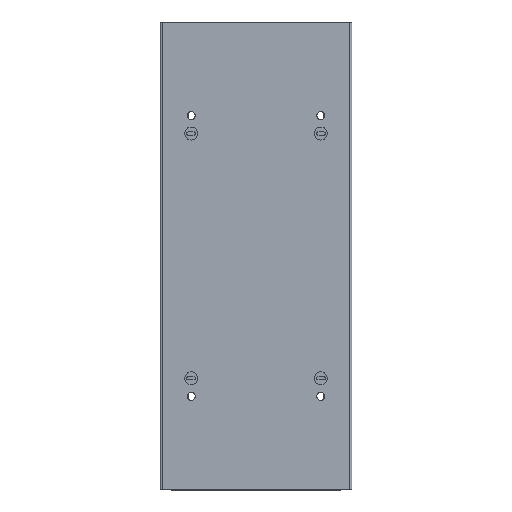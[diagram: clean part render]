
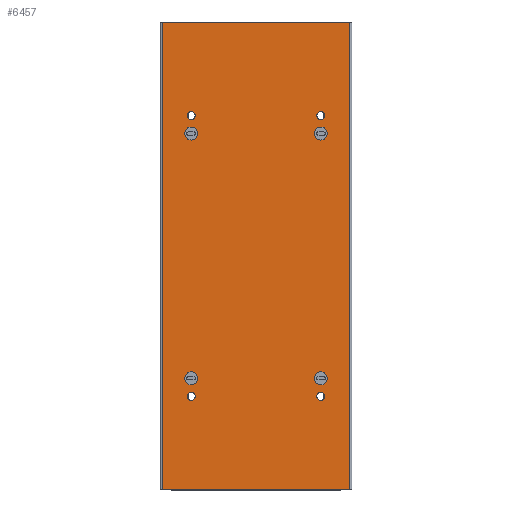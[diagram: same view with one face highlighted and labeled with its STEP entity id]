
A CAD part, top view. The second image highlights one B-rep face of the part: STEP entity #6457.
In plain terms, the highlighted face is planar.
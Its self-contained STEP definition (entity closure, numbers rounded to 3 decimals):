
#50=FACE_BOUND('',#691,.T.);
#51=FACE_BOUND('',#692,.T.);
#52=FACE_BOUND('',#693,.T.);
#53=FACE_BOUND('',#694,.T.);
#54=FACE_BOUND('',#695,.T.);
#55=FACE_BOUND('',#696,.T.);
#56=FACE_BOUND('',#697,.T.);
#57=FACE_BOUND('',#698,.T.);
#93=PLANE('',#6928);
#356=FACE_OUTER_BOUND('',#690,.T.);
#690=EDGE_LOOP('',(#4512,#4513,#4514,#4515));
#691=EDGE_LOOP('',(#4516));
#692=EDGE_LOOP('',(#4517));
#693=EDGE_LOOP('',(#4518));
#694=EDGE_LOOP('',(#4519));
#695=EDGE_LOOP('',(#4520,#4521));
#696=EDGE_LOOP('',(#4522,#4523));
#697=EDGE_LOOP('',(#4524,#4525));
#698=EDGE_LOOP('',(#4526,#4527));
#1063=LINE('',#9316,#1872);
#1064=LINE('',#9318,#1873);
#1065=LINE('',#9320,#1874);
#1066=LINE('',#9321,#1875);
#1872=VECTOR('',#7516,650.);
#1873=VECTOR('',#7517,261.);
#1874=VECTOR('',#7518,650.);
#1875=VECTOR('',#7519,261.);
#2650=CIRCLE('',#6890,9.);
#2656=CIRCLE('',#6902,9.);
#2662=CIRCLE('',#6914,9.);
#2668=CIRCLE('',#6926,9.);
#2669=CIRCLE('',#6929,5.5);
#2670=CIRCLE('',#6930,5.5);
#2671=CIRCLE('',#6931,5.5);
#2672=CIRCLE('',#6932,5.5);
#2673=CIRCLE('',#6933,5.5);
#2674=CIRCLE('',#6934,5.5);
#2675=CIRCLE('',#6935,5.5);
#2676=CIRCLE('',#6936,5.5);
#2816=VERTEX_POINT('',#9216);
#2826=VERTEX_POINT('',#9247);
#2836=VERTEX_POINT('',#9278);
#2846=VERTEX_POINT('',#9309);
#2847=VERTEX_POINT('',#9314);
#2848=VERTEX_POINT('',#9315);
#2849=VERTEX_POINT('',#9317);
#2850=VERTEX_POINT('',#9319);
#2851=VERTEX_POINT('',#9322);
#2852=VERTEX_POINT('',#9323);
#2853=VERTEX_POINT('',#9326);
#2854=VERTEX_POINT('',#9327);
#2855=VERTEX_POINT('',#9330);
#2856=VERTEX_POINT('',#9331);
#2857=VERTEX_POINT('',#9334);
#2858=VERTEX_POINT('',#9335);
#3455=EDGE_CURVE('',#2816,#2816,#2650,.T.);
#3470=EDGE_CURVE('',#2826,#2826,#2656,.T.);
#3485=EDGE_CURVE('',#2836,#2836,#2662,.T.);
#3500=EDGE_CURVE('',#2846,#2846,#2668,.T.);
#3501=EDGE_CURVE('',#2847,#2848,#1063,.T.);
#3502=EDGE_CURVE('',#2847,#2849,#1064,.T.);
#3503=EDGE_CURVE('',#2850,#2849,#1065,.T.);
#3504=EDGE_CURVE('',#2850,#2848,#1066,.T.);
#3505=EDGE_CURVE('',#2851,#2852,#2669,.T.);
#3506=EDGE_CURVE('',#2852,#2851,#2670,.T.);
#3507=EDGE_CURVE('',#2853,#2854,#2671,.T.);
#3508=EDGE_CURVE('',#2854,#2853,#2672,.T.);
#3509=EDGE_CURVE('',#2855,#2856,#2673,.T.);
#3510=EDGE_CURVE('',#2856,#2855,#2674,.T.);
#3511=EDGE_CURVE('',#2857,#2858,#2675,.T.);
#3512=EDGE_CURVE('',#2858,#2857,#2676,.T.);
#4512=ORIENTED_EDGE('',*,*,#3501,.F.);
#4513=ORIENTED_EDGE('',*,*,#3502,.T.);
#4514=ORIENTED_EDGE('',*,*,#3503,.F.);
#4515=ORIENTED_EDGE('',*,*,#3504,.T.);
#4516=ORIENTED_EDGE('',*,*,#3455,.T.);
#4517=ORIENTED_EDGE('',*,*,#3470,.T.);
#4518=ORIENTED_EDGE('',*,*,#3485,.T.);
#4519=ORIENTED_EDGE('',*,*,#3500,.T.);
#4520=ORIENTED_EDGE('',*,*,#3505,.T.);
#4521=ORIENTED_EDGE('',*,*,#3506,.T.);
#4522=ORIENTED_EDGE('',*,*,#3507,.T.);
#4523=ORIENTED_EDGE('',*,*,#3508,.T.);
#4524=ORIENTED_EDGE('',*,*,#3509,.T.);
#4525=ORIENTED_EDGE('',*,*,#3510,.T.);
#4526=ORIENTED_EDGE('',*,*,#3511,.T.);
#4527=ORIENTED_EDGE('',*,*,#3512,.T.);
#6457=ADVANCED_FACE('',(#356,#50,#51,#52,#53,#54,#55,#56,#57),#93,.T.);
#6890=AXIS2_PLACEMENT_3D('',#9218,#7411,#7412);
#6902=AXIS2_PLACEMENT_3D('',#9249,#7444,#7445);
#6914=AXIS2_PLACEMENT_3D('',#9280,#7477,#7478);
#6926=AXIS2_PLACEMENT_3D('',#9311,#7510,#7511);
#6928=AXIS2_PLACEMENT_3D('',#9313,#7514,#7515);
#6929=AXIS2_PLACEMENT_3D('',#9324,#7520,#7521);
#6930=AXIS2_PLACEMENT_3D('',#9325,#7522,#7523);
#6931=AXIS2_PLACEMENT_3D('',#9328,#7524,#7525);
#6932=AXIS2_PLACEMENT_3D('',#9329,#7526,#7527);
#6933=AXIS2_PLACEMENT_3D('',#9332,#7528,#7529);
#6934=AXIS2_PLACEMENT_3D('',#9333,#7530,#7531);
#6935=AXIS2_PLACEMENT_3D('',#9336,#7532,#7533);
#6936=AXIS2_PLACEMENT_3D('',#9337,#7534,#7535);
#7411=DIRECTION('center_axis',(0.,1.,0.));
#7412=DIRECTION('ref_axis',(-1.,0.,0.));
#7444=DIRECTION('center_axis',(0.,1.,0.));
#7445=DIRECTION('ref_axis',(-1.,0.,0.));
#7477=DIRECTION('center_axis',(0.,1.,0.));
#7478=DIRECTION('ref_axis',(-1.,0.,0.));
#7510=DIRECTION('center_axis',(0.,1.,0.));
#7511=DIRECTION('ref_axis',(-1.,0.,0.));
#7514=DIRECTION('center_axis',(0.,-1.,0.));
#7515=DIRECTION('ref_axis',(0.,0.,-1.));
#7516=DIRECTION('',(0.,0.,1.));
#7517=DIRECTION('',(1.,0.,0.));
#7518=DIRECTION('',(0.,0.,-1.));
#7519=DIRECTION('',(-1.,0.,0.));
#7520=DIRECTION('center_axis',(0.,1.,0.));
#7521=DIRECTION('ref_axis',(-1.,0.,0.));
#7522=DIRECTION('center_axis',(0.,1.,0.));
#7523=DIRECTION('ref_axis',(-1.,0.,0.));
#7524=DIRECTION('center_axis',(0.,1.,0.));
#7525=DIRECTION('ref_axis',(-1.,0.,0.));
#7526=DIRECTION('center_axis',(0.,1.,0.));
#7527=DIRECTION('ref_axis',(-1.,0.,0.));
#7528=DIRECTION('center_axis',(0.,1.,0.));
#7529=DIRECTION('ref_axis',(-1.,0.,0.));
#7530=DIRECTION('center_axis',(0.,1.,0.));
#7531=DIRECTION('ref_axis',(-1.,0.,0.));
#7532=DIRECTION('center_axis',(0.,1.,0.));
#7533=DIRECTION('ref_axis',(-1.,0.,0.));
#7534=DIRECTION('center_axis',(0.,1.,0.));
#7535=DIRECTION('ref_axis',(-1.,0.,0.));
#9216=CARTESIAN_POINT('',(-81.,0.,170.));
#9218=CARTESIAN_POINT('Origin',(-90.,0.,170.));
#9247=CARTESIAN_POINT('',(99.,0.,170.));
#9249=CARTESIAN_POINT('Origin',(90.,0.,170.));
#9278=CARTESIAN_POINT('',(-81.,0.,-170.));
#9280=CARTESIAN_POINT('Origin',(-90.,0.,-170.));
#9309=CARTESIAN_POINT('',(99.,0.,-170.));
#9311=CARTESIAN_POINT('Origin',(90.,0.,-170.));
#9313=CARTESIAN_POINT('Origin',(133.,0.,0.));
#9314=CARTESIAN_POINT('',(-130.5,0.,-325.));
#9315=CARTESIAN_POINT('',(-130.5,0.,325.));
#9316=CARTESIAN_POINT('',(-130.5,0.,-325.));
#9317=CARTESIAN_POINT('',(130.5,0.,-325.));
#9318=CARTESIAN_POINT('',(-130.5,0.,-325.));
#9319=CARTESIAN_POINT('',(130.5,0.,325.));
#9320=CARTESIAN_POINT('',(130.5,0.,325.));
#9321=CARTESIAN_POINT('',(130.5,0.,325.));
#9322=CARTESIAN_POINT('',(84.5,0.,195.));
#9323=CARTESIAN_POINT('',(95.5,0.,195.));
#9324=CARTESIAN_POINT('Origin',(90.,0.,195.));
#9325=CARTESIAN_POINT('Origin',(90.,0.,195.));
#9326=CARTESIAN_POINT('',(-95.5,0.,195.));
#9327=CARTESIAN_POINT('',(-84.5,0.,195.));
#9328=CARTESIAN_POINT('Origin',(-90.,0.,195.));
#9329=CARTESIAN_POINT('Origin',(-90.,0.,195.));
#9330=CARTESIAN_POINT('',(-95.5,0.,-195.));
#9331=CARTESIAN_POINT('',(-84.5,0.,-195.));
#9332=CARTESIAN_POINT('Origin',(-90.,0.,-195.));
#9333=CARTESIAN_POINT('Origin',(-90.,0.,-195.));
#9334=CARTESIAN_POINT('',(84.5,0.,-195.));
#9335=CARTESIAN_POINT('',(95.5,0.,-195.));
#9336=CARTESIAN_POINT('Origin',(90.,0.,-195.));
#9337=CARTESIAN_POINT('Origin',(90.,0.,-195.));
